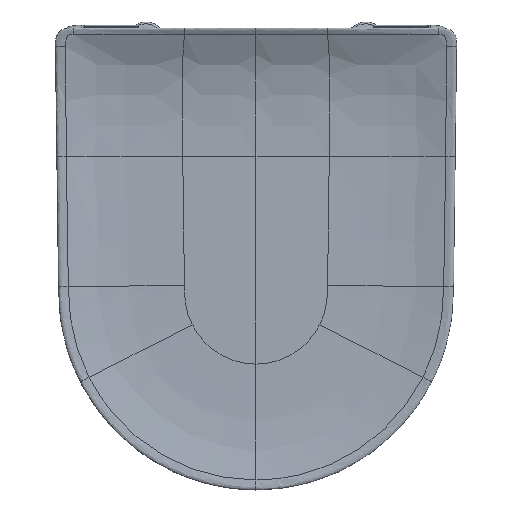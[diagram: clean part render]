
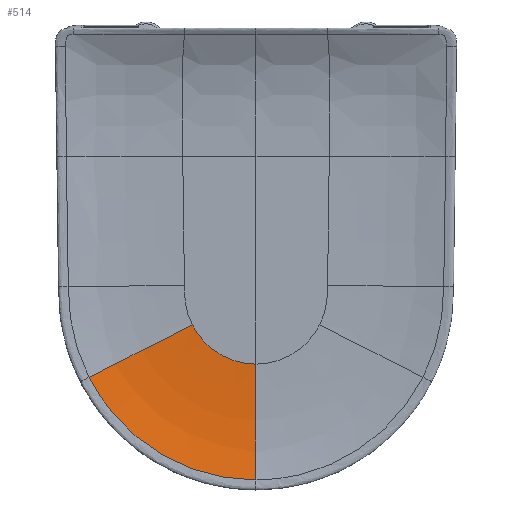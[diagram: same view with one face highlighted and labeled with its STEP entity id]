
A CAD part, top view. The second image highlights one B-rep face of the part: STEP entity #514.
In plain terms, the highlighted free-form (B-spline) face has degree [5, 4] with [6, 5] control points.
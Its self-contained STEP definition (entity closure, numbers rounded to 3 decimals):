
#514=ADVANCED_FACE('',(#1045),#7849,.T.);
#1045=FACE_OUTER_BOUND('',#1584,.T.);
#1584=EDGE_LOOP('',(#3864,#3865,#3866,#3867));
#3864=ORIENTED_EDGE('',*,*,#5270,.T.);
#3865=ORIENTED_EDGE('',*,*,#5274,.F.);
#3866=ORIENTED_EDGE('',*,*,#5275,.F.);
#3867=ORIENTED_EDGE('',*,*,#5188,.T.);
#5188=EDGE_CURVE('',#7280,#7265,#6452,.T.);
#5270=EDGE_CURVE('',#7265,#7316,#6533,.T.);
#5274=EDGE_CURVE('',#7317,#7316,#6537,.T.);
#5275=EDGE_CURVE('',#7280,#7317,#6538,.T.);
#6452=B_SPLINE_CURVE_WITH_KNOTS('',4,(#30756,#30757,#30758,#30759,#30760),
 .UNSPECIFIED.,.F.,.F.,(5,5),(-0.93,0.),.UNSPECIFIED.);
#6533=B_SPLINE_CURVE_WITH_KNOTS('',5,(#31304,#31305,#31306,#31307,#31308,
#31309),.UNSPECIFIED.,.F.,.F.,(6,6),(-0.416,0.),
 .UNSPECIFIED.);
#6537=B_SPLINE_CURVE_WITH_KNOTS('',4,(#31326,#31327,#31328,#31329,#31330),
 .UNSPECIFIED.,.F.,.F.,(5,5),(-0.93,0.),.UNSPECIFIED.);
#6538=B_SPLINE_CURVE_WITH_KNOTS('',5,(#31331,#31332,#31333,#31334,#31335,
#31336),.UNSPECIFIED.,.F.,.F.,(6,6),(0.,19.684),.UNSPECIFIED.);
#7265=VERTEX_POINT('',#29263);
#7280=VERTEX_POINT('',#29278);
#7316=VERTEX_POINT('',#29314);
#7317=VERTEX_POINT('',#29315);
#7849=B_SPLINE_SURFACE_WITH_KNOTS('',5,4,((#27785,#27786,#27787,#27788,
#27789),(#27790,#27791,#27792,#27793,#27794),(#27795,#27796,#27797,#27798,
#27799),(#27800,#27801,#27802,#27803,#27804),(#27805,#27806,#27807,#27808,
#27809),(#27810,#27811,#27812,#27813,#27814)),.UNSPECIFIED.,.F.,.F.,.F.,
(6,6),(5,5),(0.,212.648),(0.,125.75),.UNSPECIFIED.);
#27785=CARTESIAN_POINT('',(-167.928,-120.027,32.731));
#27786=CARTESIAN_POINT('',(-137.004,-104.356,23.791));
#27787=CARTESIAN_POINT('',(-112.307,-91.803,23.791));
#27788=CARTESIAN_POINT('',(-87.039,-78.96,23.791));
#27789=CARTESIAN_POINT('',(-60.867,-65.657,23.792));
#27790=CARTESIAN_POINT('',(-149.16,-156.983,32.731));
#27791=CARTESIAN_POINT('',(-121.477,-134.59,23.791));
#27792=CARTESIAN_POINT('',(-99.997,-117.018,23.792));
#27793=CARTESIAN_POINT('',(-77.174,-98.352,23.79));
#27794=CARTESIAN_POINT('',(-53.908,-79.331,23.791));
#27795=CARTESIAN_POINT('',(-120.233,-188.822,32.731));
#27796=CARTESIAN_POINT('',(-98.296,-160.72,23.786));
#27797=CARTESIAN_POINT('',(-80.317,-137.821,23.792));
#27798=CARTESIAN_POINT('',(-62.178,-114.705,23.791));
#27799=CARTESIAN_POINT('',(-43.391,-90.753,23.791));
#27800=CARTESIAN_POINT('',(-83.102,-211.856,32.731));
#27801=CARTESIAN_POINT('',(-67.84,-179.453,23.787));
#27802=CARTESIAN_POINT('',(-55.489,-153.333,23.791));
#27803=CARTESIAN_POINT('',(-42.901,-126.712,23.791));
#27804=CARTESIAN_POINT('',(-29.864,-99.147,23.791));
#27805=CARTESIAN_POINT('',(-41.601,-223.242,32.731));
#27806=CARTESIAN_POINT('',(-33.937,-188.695,23.791));
#27807=CARTESIAN_POINT('',(-27.836,-160.867,23.791));
#27808=CARTESIAN_POINT('',(-21.621,-132.523,23.791));
#27809=CARTESIAN_POINT('',(-15.183,-103.163,23.791));
#27810=CARTESIAN_POINT('',(-0.149,-223.239,32.731));
#27811=CARTESIAN_POINT('',(-0.15,-188.569,23.791));
#27812=CARTESIAN_POINT('',(-0.15,-160.866,23.791));
#27813=CARTESIAN_POINT('',(-0.151,-132.521,23.791));
#27814=CARTESIAN_POINT('',(-0.151,-103.163,23.791));
#29263=CARTESIAN_POINT('',(-0.152,-103.163,23.791));
#29278=CARTESIAN_POINT('',(-0.152,-213.726,30.478));
#29314=CARTESIAN_POINT('',(-60.867,-65.658,23.792));
#29315=CARTESIAN_POINT('',(-159.442,-115.729,30.478));
#30756=CARTESIAN_POINT('',(-0.152,-213.726,30.478));
#30757=CARTESIAN_POINT('',(-0.152,-182.742,23.791));
#30758=CARTESIAN_POINT('',(-0.152,-156.893,23.791));
#30759=CARTESIAN_POINT('',(-0.152,-130.466,23.791));
#30760=CARTESIAN_POINT('',(-0.152,-103.163,23.791));
#31304=CARTESIAN_POINT('',(-0.152,-103.163,23.791));
#31305=CARTESIAN_POINT('',(-15.184,-103.163,23.791));
#31306=CARTESIAN_POINT('',(-29.864,-99.147,23.791));
#31307=CARTESIAN_POINT('',(-43.391,-90.753,23.791));
#31308=CARTESIAN_POINT('',(-53.908,-79.332,23.791));
#31309=CARTESIAN_POINT('',(-60.867,-65.658,23.792));
#31326=CARTESIAN_POINT('',(-159.442,-115.729,30.478));
#31327=CARTESIAN_POINT('',(-131.808,-101.718,23.791));
#31328=CARTESIAN_POINT('',(-108.764,-90.005,23.791));
#31329=CARTESIAN_POINT('',(-85.206,-78.03,23.791));
#31330=CARTESIAN_POINT('',(-60.867,-65.658,23.792));
#31331=CARTESIAN_POINT('',(-0.152,-213.726,30.478));
#31332=CARTESIAN_POINT('',(-39.501,-213.756,30.478));
#31333=CARTESIAN_POINT('',(-78.911,-202.958,30.478));
#31334=CARTESIAN_POINT('',(-114.2,-181.1,30.477));
#31335=CARTESIAN_POINT('',(-141.58,-150.848,30.478));
#31336=CARTESIAN_POINT('',(-159.442,-115.729,30.478));
